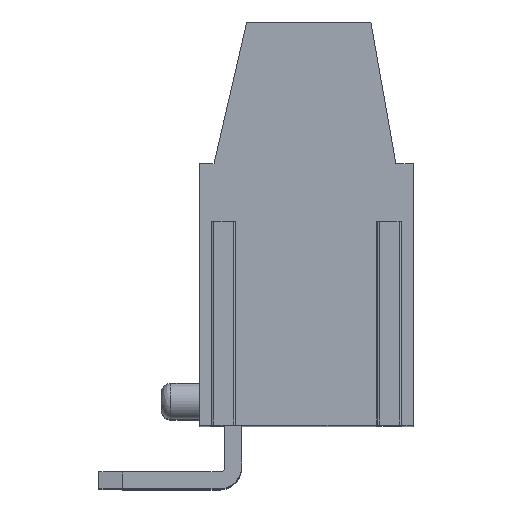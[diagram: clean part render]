
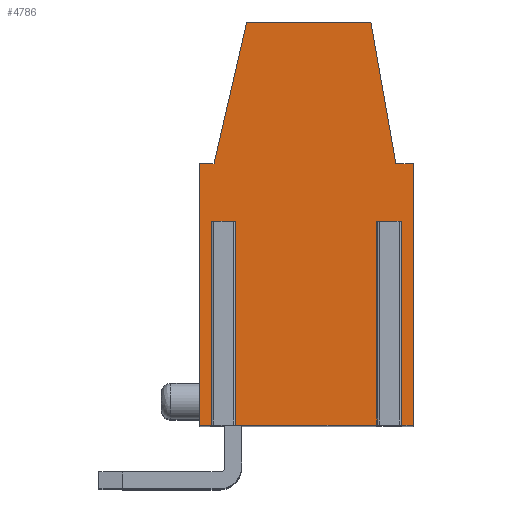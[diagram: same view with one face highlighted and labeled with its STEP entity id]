
A CAD part, top view. The second image highlights one B-rep face of the part: STEP entity #4786.
In plain terms, the highlighted planar face has unit normal (0, 0, 1).
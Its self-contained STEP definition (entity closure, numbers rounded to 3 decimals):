
#13=DIRECTION('',(-1.,0.,0.));
#14=VECTOR('',#13,0.814);
#15=CARTESIAN_POINT('',(6.453,1.45,32.5));
#16=LINE('',#15,#14);
#17=DIRECTION('',(0.,-1.,0.));
#18=VECTOR('',#17,8.5);
#19=CARTESIAN_POINT('',(5.639,1.45,32.5));
#20=LINE('',#19,#18);
#21=DIRECTION('',(-1.,0.,0.));
#22=VECTOR('',#21,6.078);
#23=CARTESIAN_POINT('',(5.639,-7.05,32.5));
#24=LINE('',#23,#22);
#25=DIRECTION('',(0.,-1.,0.));
#26=VECTOR('',#25,8.5);
#27=CARTESIAN_POINT('',(-0.439,1.45,32.5));
#28=LINE('',#27,#26);
#29=DIRECTION('',(-1.,0.,0.));
#30=VECTOR('',#29,0.814);
#31=CARTESIAN_POINT('',(-0.439,1.45,32.5));
#32=LINE('',#31,#30);
#33=DIRECTION('',(0.,-1.,0.));
#34=VECTOR('',#33,8.5);
#35=CARTESIAN_POINT('',(-1.253,1.45,32.5));
#36=LINE('',#35,#34);
#37=DIRECTION('',(-1.,0.,0.));
#38=VECTOR('',#37,0.597);
#39=CARTESIAN_POINT('',(-1.253,-7.05,32.5));
#40=LINE('',#39,#38);
#41=DIRECTION('',(0.,1.,0.));
#42=VECTOR('',#41,10.9);
#43=CARTESIAN_POINT('',(-1.85,-7.05,32.5));
#44=LINE('',#43,#42);
#45=DIRECTION('',(1.,0.,0.));
#46=VECTOR('',#45,0.6);
#47=CARTESIAN_POINT('',(-1.85,3.85,32.5));
#48=LINE('',#47,#46);
#49=DIRECTION('',(0.225,0.974,0.));
#50=VECTOR('',#49,6.055);
#51=CARTESIAN_POINT('',(-1.25,3.85,32.5));
#52=LINE('',#51,#50);
#53=DIRECTION('',(1.,0.,0.));
#54=VECTOR('',#53,5.178);
#55=CARTESIAN_POINT('',(0.112,9.75,32.5));
#56=LINE('',#55,#54);
#57=DIRECTION('',(0.174,-0.985,0.));
#58=VECTOR('',#57,5.991);
#59=CARTESIAN_POINT('',(5.29,9.75,32.5));
#60=LINE('',#59,#58);
#61=DIRECTION('',(1.,0.,0.));
#62=VECTOR('',#61,0.72);
#63=CARTESIAN_POINT('',(6.33,3.85,32.5));
#64=LINE('',#63,#62);
#65=DIRECTION('',(0.,-1.,0.));
#66=VECTOR('',#65,10.9);
#67=CARTESIAN_POINT('',(7.05,3.85,32.5));
#68=LINE('',#67,#66);
#69=DIRECTION('',(-1.,0.,0.));
#70=VECTOR('',#69,0.597);
#71=CARTESIAN_POINT('',(7.05,-7.05,32.5));
#72=LINE('',#71,#70);
#73=DIRECTION('',(0.,-1.,0.));
#74=VECTOR('',#73,8.5);
#75=CARTESIAN_POINT('',(6.453,1.45,32.5));
#76=LINE('',#75,#74);
#3727=CARTESIAN_POINT('',(7.05,3.85,32.5));
#3728=CARTESIAN_POINT('',(7.05,-7.05,32.5));
#3729=VERTEX_POINT('',#3727);
#3730=VERTEX_POINT('',#3728);
#3731=CARTESIAN_POINT('',(6.33,3.85,32.5));
#3732=VERTEX_POINT('',#3731);
#3733=CARTESIAN_POINT('',(5.29,9.75,32.5));
#3734=VERTEX_POINT('',#3733);
#3735=CARTESIAN_POINT('',(0.112,9.75,32.5));
#3736=VERTEX_POINT('',#3735);
#3737=CARTESIAN_POINT('',(-1.25,3.85,32.5));
#3738=VERTEX_POINT('',#3737);
#3739=CARTESIAN_POINT('',(-1.85,3.85,32.5));
#3740=VERTEX_POINT('',#3739);
#3741=CARTESIAN_POINT('',(-1.85,-7.05,32.5));
#3742=VERTEX_POINT('',#3741);
#3871=CARTESIAN_POINT('',(6.453,1.45,32.5));
#3872=CARTESIAN_POINT('',(5.639,1.45,32.5));
#3873=VERTEX_POINT('',#3871);
#3874=VERTEX_POINT('',#3872);
#3875=CARTESIAN_POINT('',(-0.439,1.45,32.5));
#3876=CARTESIAN_POINT('',(-1.253,1.45,32.5));
#3877=VERTEX_POINT('',#3875);
#3878=VERTEX_POINT('',#3876);
#3879=CARTESIAN_POINT('',(-1.253,-7.05,32.5));
#3880=VERTEX_POINT('',#3879);
#3881=CARTESIAN_POINT('',(-0.439,-7.05,32.5));
#3882=VERTEX_POINT('',#3881);
#3883=CARTESIAN_POINT('',(5.639,-7.05,32.5));
#3884=VERTEX_POINT('',#3883);
#3885=CARTESIAN_POINT('',(6.453,-7.05,32.5));
#3886=VERTEX_POINT('',#3885);
#4747=CARTESIAN_POINT('',(0.,0.,32.5));
#4748=DIRECTION('',(0.,0.,1.));
#4749=DIRECTION('',(1.,0.,0.));
#4750=AXIS2_PLACEMENT_3D('',#4747,#4748,#4749);
#4751=PLANE('',#4750);
#4753=ORIENTED_EDGE('',*,*,#4752,.T.);
#4755=ORIENTED_EDGE('',*,*,#4754,.T.);
#4757=ORIENTED_EDGE('',*,*,#4756,.T.);
#4759=ORIENTED_EDGE('',*,*,#4758,.F.);
#4761=ORIENTED_EDGE('',*,*,#4760,.T.);
#4763=ORIENTED_EDGE('',*,*,#4762,.T.);
#4765=ORIENTED_EDGE('',*,*,#4764,.T.);
#4767=ORIENTED_EDGE('',*,*,#4766,.T.);
#4769=ORIENTED_EDGE('',*,*,#4768,.T.);
#4771=ORIENTED_EDGE('',*,*,#4770,.T.);
#4773=ORIENTED_EDGE('',*,*,#4772,.T.);
#4775=ORIENTED_EDGE('',*,*,#4774,.T.);
#4777=ORIENTED_EDGE('',*,*,#4776,.T.);
#4779=ORIENTED_EDGE('',*,*,#4778,.T.);
#4781=ORIENTED_EDGE('',*,*,#4780,.T.);
#4783=ORIENTED_EDGE('',*,*,#4782,.F.);
#4784=EDGE_LOOP('',(#4753,#4755,#4757,#4759,#4761,#4763,#4765,#4767,#4769,#4771,
#4773,#4775,#4777,#4779,#4781,#4783));
#4785=FACE_OUTER_BOUND('',#4784,.F.);
#4752=EDGE_CURVE('',#3873,#3874,#16,.T.);
#4754=EDGE_CURVE('',#3874,#3884,#20,.T.);
#4756=EDGE_CURVE('',#3884,#3882,#24,.T.);
#4758=EDGE_CURVE('',#3877,#3882,#28,.T.);
#4760=EDGE_CURVE('',#3877,#3878,#32,.T.);
#4762=EDGE_CURVE('',#3878,#3880,#36,.T.);
#4764=EDGE_CURVE('',#3880,#3742,#40,.T.);
#4766=EDGE_CURVE('',#3742,#3740,#44,.T.);
#4768=EDGE_CURVE('',#3740,#3738,#48,.T.);
#4770=EDGE_CURVE('',#3738,#3736,#52,.T.);
#4772=EDGE_CURVE('',#3736,#3734,#56,.T.);
#4774=EDGE_CURVE('',#3734,#3732,#60,.T.);
#4776=EDGE_CURVE('',#3732,#3729,#64,.T.);
#4778=EDGE_CURVE('',#3729,#3730,#68,.T.);
#4780=EDGE_CURVE('',#3730,#3886,#72,.T.);
#4782=EDGE_CURVE('',#3873,#3886,#76,.T.);
#4786=ADVANCED_FACE('',(#4785),#4751,.T.);
